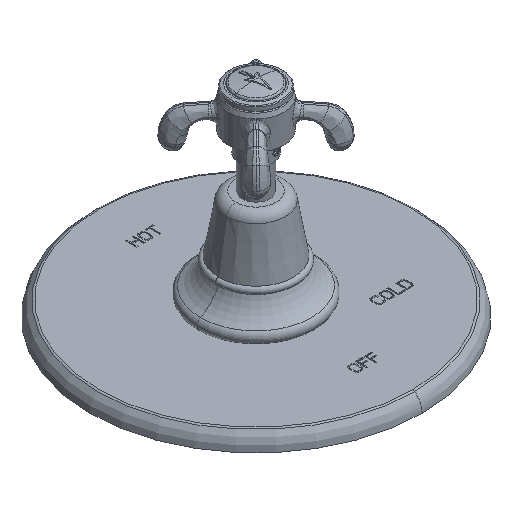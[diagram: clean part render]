
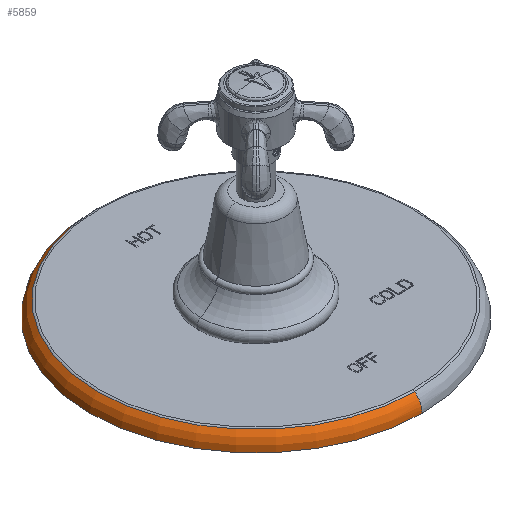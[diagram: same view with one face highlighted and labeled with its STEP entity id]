
A CAD part, isometric view. The second image highlights one B-rep face of the part: STEP entity #5859.
In plain terms, the highlighted toroidal (fillet/blend) face has major radius 74.612 mm and minor radius 9.525 mm.
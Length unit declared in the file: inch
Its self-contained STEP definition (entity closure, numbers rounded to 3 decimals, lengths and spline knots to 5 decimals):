
#1313=CARTESIAN_POINT('',(0.,0.,0.));
#1314=DIRECTION('',(0.,0.,1.));
#1315=DIRECTION('',(0.,1.,0.));
#1316=AXIS2_PLACEMENT_3D('',#1313,#1314,#1315);
#1318=CARTESIAN_POINT('',(0.,2.9375,0.));
#1319=DIRECTION('',(-1.,0.,0.));
#1320=DIRECTION('',(0.,0.598,0.801));
#1321=AXIS2_PLACEMENT_3D('',#1318,#1319,#1320);
#1323=CARTESIAN_POINT('',(0.,-2.9375,0.));
#1324=DIRECTION('',(1.,0.,0.));
#1325=DIRECTION('',(0.,-0.598,0.801));
#1326=AXIS2_PLACEMENT_3D('',#1323,#1324,#1325);
#1343=CARTESIAN_POINT('',(0.,0.,0.30048));
#1344=DIRECTION('',(0.,0.,-1.));
#1345=DIRECTION('',(0.,-1.,0.));
#1346=AXIS2_PLACEMENT_3D('',#1343,#1344,#1345);
#3730=CARTESIAN_POINT('',(0.,3.3125,0.));
#3731=CARTESIAN_POINT('',(0.,-3.3125,0.));
#3732=VERTEX_POINT('',#3730);
#3733=VERTEX_POINT('',#3731);
#4966=CARTESIAN_POINT('',(0.,-3.16186,
0.30048));
#4967=CARTESIAN_POINT('',(0.,3.16186,
0.30048));
#4968=VERTEX_POINT('',#4966);
#4969=VERTEX_POINT('',#4967);
#5848=CARTESIAN_POINT('',(0.,0.,0.));
#5849=DIRECTION('',(0.,0.,1.));
#5850=DIRECTION('',(0.,-1.,0.));
#5851=AXIS2_PLACEMENT_3D('',#5848,#5849,#5850);
#5852=TOROIDAL_SURFACE('',#5851,2.9375,0.375);
#5853=ORIENTED_EDGE('',*,*,#5840,.F.);
#5854=ORIENTED_EDGE('',*,*,#5816,.T.);
#5855=ORIENTED_EDGE('',*,*,#5797,.F.);
#5856=ORIENTED_EDGE('',*,*,#5813,.F.);
#5857=EDGE_LOOP('',(#5853,#5854,#5855,#5856));
#5858=FACE_OUTER_BOUND('',#5857,.F.);
#5859=ADVANCED_FACE('',(#5858),#5852,.T.);
#1317=CIRCLE('',#1316,3.3125);
#1322=CIRCLE('',#1321,0.375);
#1327=CIRCLE('',#1326,0.375);
#1347=CIRCLE('',#1346,3.16186);
#5797=EDGE_CURVE('',#3732,#3733,#1317,.T.);
#5813=EDGE_CURVE('',#4969,#3732,#1322,.T.);
#5816=EDGE_CURVE('',#4968,#3733,#1327,.T.);
#5840=EDGE_CURVE('',#4968,#4969,#1347,.T.);
